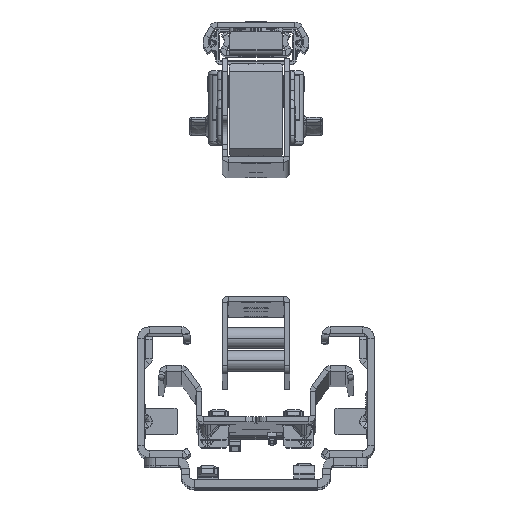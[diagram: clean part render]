
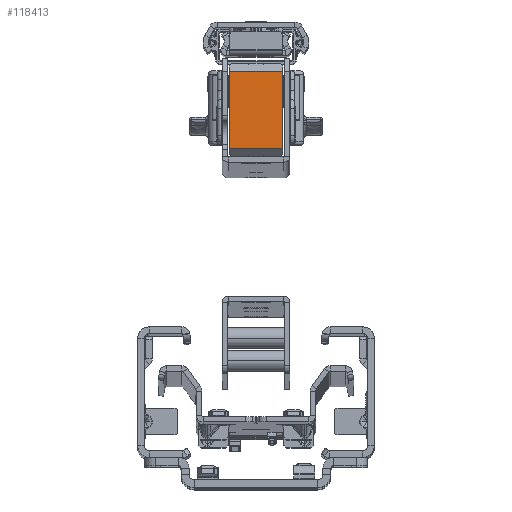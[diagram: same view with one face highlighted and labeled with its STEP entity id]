
A CAD part, top view. The second image highlights one B-rep face of the part: STEP entity #118413.
In plain terms, the highlighted face is planar.
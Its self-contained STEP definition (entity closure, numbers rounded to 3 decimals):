
#1668 = EDGE_CURVE ( 'NONE', #124705, #92759, #105667, .T. ) ;
#6444 = ORIENTED_EDGE ( 'NONE', *, *, #1668, .F. ) ;
#14866 = CARTESIAN_POINT ( 'NONE',  ( -8., -14.5, 9. ) ) ;
#16037 = DIRECTION ( 'NONE',  ( 0., 0., 1. ) ) ;
#19933 = ORIENTED_EDGE ( 'NONE', *, *, #73024, .T. ) ;
#24522 = EDGE_CURVE ( 'NONE', #45753, #58811, #88897, .T. ) ;
#30051 = CARTESIAN_POINT ( 'NONE',  ( -8., -17.5, 10. ) ) ;
#30139 = CARTESIAN_POINT ( 'NONE',  ( -8., -14.5, -10. ) ) ;
#30962 = DIRECTION ( 'NONE',  ( 0., 0., -1. ) ) ;
#31212 = CARTESIAN_POINT ( 'NONE',  ( -8., -17.5, 10. ) ) ;
#32215 = CARTESIAN_POINT ( 'NONE',  ( -8., 14.5, -9. ) ) ;
#32463 = DIRECTION ( 'NONE',  ( 0., 1., 0. ) ) ;
#32645 = LINE ( 'NONE', #14866, #55511 ) ;
#39534 = PLANE ( 'NONE',  #116299 ) ;
#40720 = CARTESIAN_POINT ( 'NONE',  ( -8., 14.5, 10. ) ) ;
#41514 = DIRECTION ( 'NONE',  ( 0., 0., 1. ) ) ;
#41660 = VECTOR ( 'NONE', #58739, 1000. ) ;
#43911 = VECTOR ( 'NONE', #32463, 1000. ) ;
#45753 = VERTEX_POINT ( 'NONE', #100670 ) ;
#51320 = EDGE_CURVE ( 'NONE', #58811, #92759, #89911, .T. ) ;
#54437 = ORIENTED_EDGE ( 'NONE', *, *, #24522, .T. ) ;
#55511 = VECTOR ( 'NONE', #41514, 1000. ) ;
#58739 = DIRECTION ( 'NONE',  ( 0., 1., 0. ) ) ;
#58811 = VERTEX_POINT ( 'NONE', #40720 ) ;
#64190 = ORIENTED_EDGE ( 'NONE', *, *, #51320, .T. ) ;
#65136 = EDGE_LOOP ( 'NONE', ( #6444, #19933, #54437, #64190 ) ) ;
#68707 = DIRECTION ( 'NONE',  ( -1., 0., 0. ) ) ;
#73024 = EDGE_CURVE ( 'NONE', #124705, #45753, #32645, .T. ) ;
#77126 = CARTESIAN_POINT ( 'NONE',  ( -8., -17.5, -10. ) ) ;
#88897 = LINE ( 'NONE', #31212, #43911 ) ;
#89911 = LINE ( 'NONE', #32215, #96895 ) ;
#92759 = VERTEX_POINT ( 'NONE', #123572 ) ;
#96895 = VECTOR ( 'NONE', #30962, 1000. ) ;
#99789 = FACE_OUTER_BOUND ( 'NONE', #65136, .T. ) ;
#100670 = CARTESIAN_POINT ( 'NONE',  ( -8., -14.5, 10. ) ) ;
#105667 = LINE ( 'NONE', #77126, #41660 ) ;
#116299 = AXIS2_PLACEMENT_3D ( 'NONE', #30051, #68707, #16037 ) ;
#118413 = ADVANCED_FACE ( 'NONE', ( #99789 ), #39534, .T. ) ;
#123572 = CARTESIAN_POINT ( 'NONE',  ( -8., 14.5, -10. ) ) ;
#124705 = VERTEX_POINT ( 'NONE', #30139 ) ;
